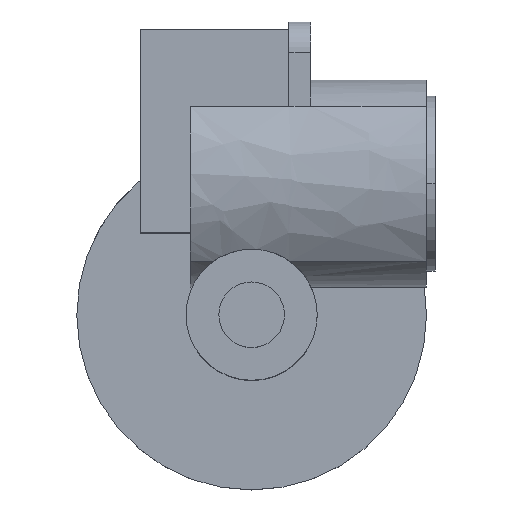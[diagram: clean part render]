
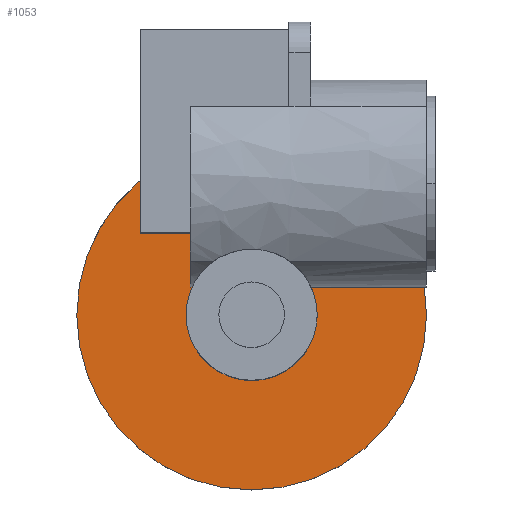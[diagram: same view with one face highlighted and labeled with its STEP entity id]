
A CAD part, top view. The second image highlights one B-rep face of the part: STEP entity #1053.
In plain terms, the highlighted planar face has unit normal (0, 0, 1).
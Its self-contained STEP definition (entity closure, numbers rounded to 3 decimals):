
#67 = DIRECTION ( 'NONE',  ( 0., 0., 1. ) ) ;
#69 = VERTEX_POINT ( 'NONE', #615 ) ;
#106 = DIRECTION ( 'NONE',  ( 1., 0., 0. ) ) ;
#107 = DIRECTION ( 'NONE',  ( 0., 0., 1. ) ) ;
#129 = DIRECTION ( 'NONE',  ( 1., 0., 0. ) ) ;
#156 = AXIS2_PLACEMENT_3D ( 'NONE', #1918, #1902, #1152 ) ;
#205 = CIRCLE ( 'NONE', #688, 40. ) ;
#219 = CARTESIAN_POINT ( 'NONE',  ( 15., 0., -20.7 ) ) ;
#230 = CARTESIAN_POINT ( 'NONE',  ( -40., 0., -20.7 ) ) ;
#287 = CIRCLE ( 'NONE', #1858, 40. ) ;
#302 = CIRCLE ( 'NONE', #1769, 40. ) ;
#303 = CARTESIAN_POINT ( 'NONE',  ( -15., 0., -20.7 ) ) ;
#306 = FACE_BOUND ( 'NONE', #896, .T. ) ;
#337 = VERTEX_POINT ( 'NONE', #1927 ) ;
#357 = CARTESIAN_POINT ( 'NONE',  ( 36.044, 17.345, -20.7 ) ) ;
#405 = VECTOR ( 'NONE', #709, 1000. ) ;
#431 = LINE ( 'NONE', #1305, #405 ) ;
#496 = ORIENTED_EDGE ( 'NONE', *, *, #1465, .F. ) ;
#568 = VERTEX_POINT ( 'NONE', #303 ) ;
#615 = CARTESIAN_POINT ( 'NONE',  ( -14., 17.345, -20.7 ) ) ;
#688 = AXIS2_PLACEMENT_3D ( 'NONE', #1017, #107, #1916 ) ;
#709 = DIRECTION ( 'NONE',  ( 1., 0., 0. ) ) ;
#713 = AXIS2_PLACEMENT_3D ( 'NONE', #1197, #1047, #129 ) ;
#809 = EDGE_CURVE ( 'NONE', #568, #1458, #903, .T. ) ;
#871 = CARTESIAN_POINT ( 'NONE',  ( 0., 0., -20.7 ) ) ;
#896 = EDGE_LOOP ( 'NONE', ( #496, #982 ) ) ;
#898 = VECTOR ( 'NONE', #1375, 1000. ) ;
#903 = CIRCLE ( 'NONE', #713, 15. ) ;
#925 = FACE_OUTER_BOUND ( 'NONE', #1637, .T. ) ;
#961 = CARTESIAN_POINT ( 'NONE',  ( 0., 0., -20.7 ) ) ;
#977 = PLANE ( 'NONE',  #1728 ) ;
#982 = ORIENTED_EDGE ( 'NONE', *, *, #809, .F. ) ;
#994 = EDGE_CURVE ( 'NONE', #337, #1281, #287, .T. ) ;
#1011 = ORIENTED_EDGE ( 'NONE', *, *, #1164, .T. ) ;
#1012 = VERTEX_POINT ( 'NONE', #357 ) ;
#1017 = CARTESIAN_POINT ( 'NONE',  ( 0., 0., -20.7 ) ) ;
#1047 = DIRECTION ( 'NONE',  ( 0., 0., 1. ) ) ;
#1053 = ADVANCED_FACE ( 'NONE', ( #925, #306 ), #977, .T. ) ;
#1152 = DIRECTION ( 'NONE',  ( 1., 0., 0. ) ) ;
#1157 = ORIENTED_EDGE ( 'NONE', *, *, #1946, .T. ) ;
#1164 = EDGE_CURVE ( 'NONE', #1281, #1550, #302, .T. ) ;
#1197 = CARTESIAN_POINT ( 'NONE',  ( 0., 0., -20.7 ) ) ;
#1198 = ORIENTED_EDGE ( 'NONE', *, *, #994, .T. ) ;
#1209 = EDGE_CURVE ( 'NONE', #69, #1012, #431, .T. ) ;
#1257 = DIRECTION ( 'NONE',  ( 1., 0., 0. ) ) ;
#1258 = ORIENTED_EDGE ( 'NONE', *, *, #1209, .F. ) ;
#1264 = DIRECTION ( 'NONE',  ( 1., 0., 0. ) ) ;
#1281 = VERTEX_POINT ( 'NONE', #230 ) ;
#1288 = LINE ( 'NONE', #1854, #898 ) ;
#1305 = CARTESIAN_POINT ( 'NONE',  ( 13., 17.345, -20.7 ) ) ;
#1309 = ORIENTED_EDGE ( 'NONE', *, *, #1724, .F. ) ;
#1375 = DIRECTION ( 'NONE',  ( 0., -1., 0. ) ) ;
#1458 = VERTEX_POINT ( 'NONE', #219 ) ;
#1465 = EDGE_CURVE ( 'NONE', #1458, #568, #1520, .T. ) ;
#1471 = CARTESIAN_POINT ( 'NONE',  ( 40., 0., -20.7 ) ) ;
#1520 = CIRCLE ( 'NONE', #156, 15. ) ;
#1550 = VERTEX_POINT ( 'NONE', #1471 ) ;
#1637 = EDGE_LOOP ( 'NONE', ( #1309, #1198, #1011, #1157, #1258 ) ) ;
#1724 = EDGE_CURVE ( 'NONE', #337, #69, #1288, .T. ) ;
#1728 = AXIS2_PLACEMENT_3D ( 'NONE', #1900, #1891, #1257 ) ;
#1760 = DIRECTION ( 'NONE',  ( 0., 0., 1. ) ) ;
#1769 = AXIS2_PLACEMENT_3D ( 'NONE', #871, #1760, #106 ) ;
#1854 = CARTESIAN_POINT ( 'NONE',  ( -14., 0., -20.7 ) ) ;
#1858 = AXIS2_PLACEMENT_3D ( 'NONE', #961, #67, #1264 ) ;
#1891 = DIRECTION ( 'NONE',  ( 0., 0., 1. ) ) ;
#1900 = CARTESIAN_POINT ( 'NONE',  ( 0., 0., -20.7 ) ) ;
#1902 = DIRECTION ( 'NONE',  ( 0., 0., 1. ) ) ;
#1916 = DIRECTION ( 'NONE',  ( 1., 0., 0. ) ) ;
#1918 = CARTESIAN_POINT ( 'NONE',  ( 0., 0., -20.7 ) ) ;
#1927 = CARTESIAN_POINT ( 'NONE',  ( -14., 37.47, -20.7 ) ) ;
#1946 = EDGE_CURVE ( 'NONE', #1550, #1012, #205, .T. ) ;
